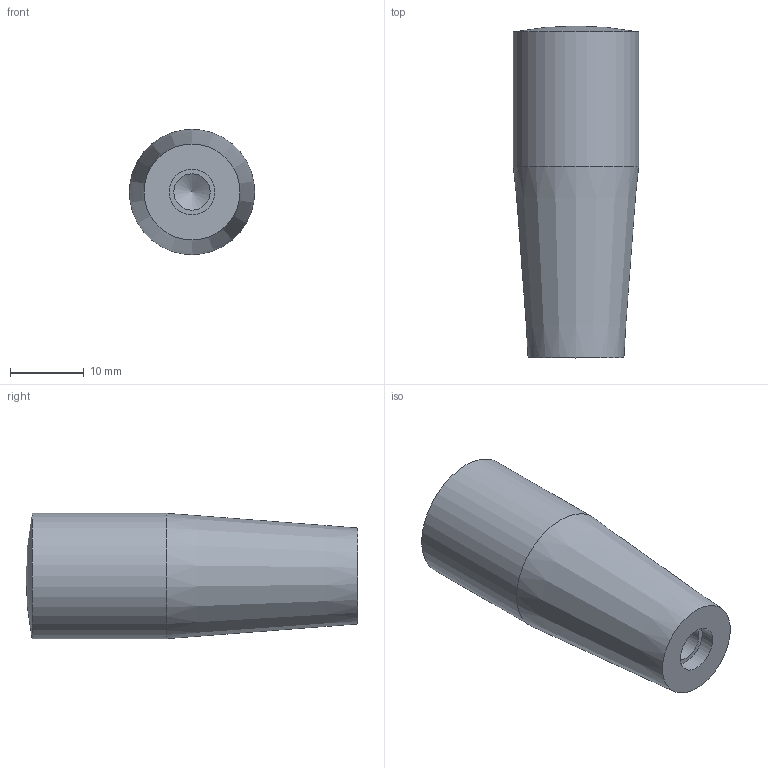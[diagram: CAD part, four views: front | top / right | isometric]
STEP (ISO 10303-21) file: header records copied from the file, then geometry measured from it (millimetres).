
FILE_DESCRIPTION( ( 'STEP AP214' ), '1' );
FILE_NAME( 'K0172.106.stp', '2020-11-26T10:51:21', ( '' ), ( '' ), ' ', 'PARTsolutions', ' ' );
FILE_SCHEMA( ( 'AUTOMOTIVE_DESIGN { 1 0 10303 214 1 1 1 1 }' ) );
Length unit declared in the file: millimetre
Products named in the file (1): _K0172.106
Bounding box: 17 x 45 x 17 mm (x, y, z)
Volume: 8545.5 mm3; surface area: 2789.3 mm2
Topology: 1 solids, 1 shells, 8 faces, 16 edges, 10 vertices
Faces by surface type: cylinder 3, cone 2, plane 2, sphere 1
Full cylindrical faces by diameter (mm): 4.917 x1, 6.2 x1, 17 x1
Entity records: 242 total; most frequent: DIRECTION 32, CARTESIAN_POINT 25, AXIS2_PLACEMENT_3D 16, EDGE_LOOP 14, ORIENTED_EDGE 14, FACE_OUTER_BOUND 11, VERTEX_POINT 9, STYLED_ITEM 8
